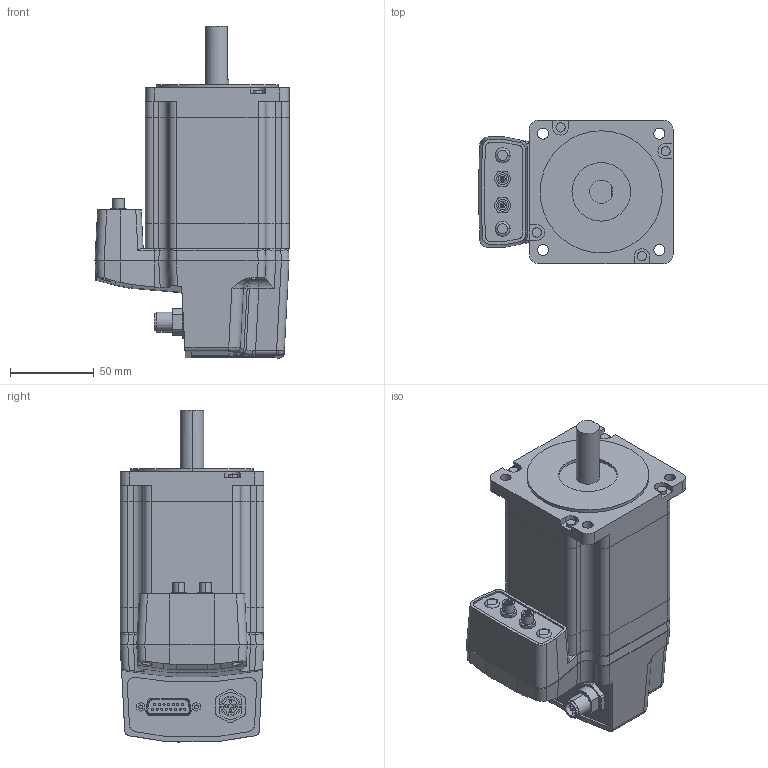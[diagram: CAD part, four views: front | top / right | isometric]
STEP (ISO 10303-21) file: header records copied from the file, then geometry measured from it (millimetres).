
FILE_DESCRIPTION (( 'STEP AP203' ), '1' );
FILE_NAME ('NMS34-E01T11.step', '2024-01-30T23:09:09', ( '' ), ( '' ), 'SwSTEP 2.0', 'SolidWorks 2019', '' );
FILE_SCHEMA (( 'CONFIG_CONTROL_DESIGN' ));
Length unit declared in the file: millimetre
Products named in the file (2): NMS34-E01T11; NMS34_motor^NMS34_NMS34-E01T11A
Assembly tree (1 placements, depth 2):
  NMS34-E01T11
    NMS34_motor^NMS34_NMS34-E01T11A
Bounding box: 116 x 85.85 x 198.5 mm (x, y, z)
Volume: 1053420.3 mm3; surface area: 120681.4 mm2
Topology: 17 solids, 17 shells, 660 faces, 1637 edges, 1074 vertices
Faces by surface type: plane 330, cylinder 265, bspline 50, cone 9, torus 4, sphere 2
Entity records: 20620 total; most frequent: CARTESIAN_POINT 4913, ORIENTED_EDGE 3274, DIRECTION 3179, EDGE_CURVE 1637, AXIS2_PLACEMENT_3D 1110, VERTEX_POINT 1074, VECTOR 959, LINE 959
